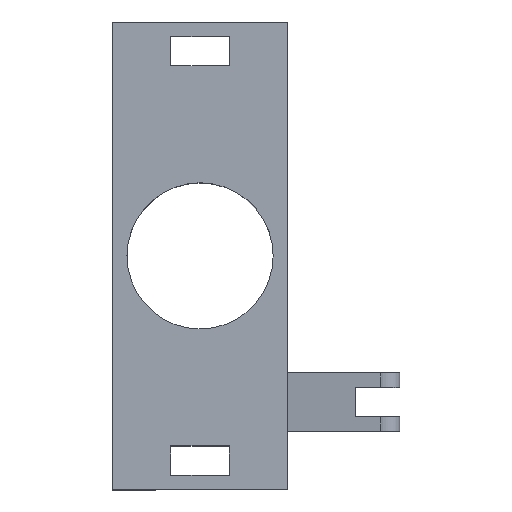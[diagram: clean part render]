
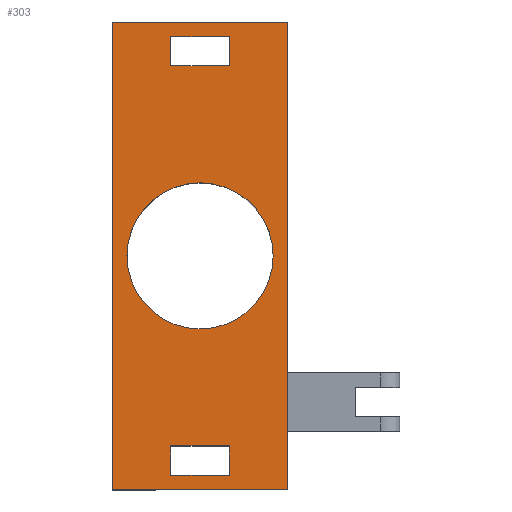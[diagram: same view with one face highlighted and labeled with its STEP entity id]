
A CAD part, top view. The second image highlights one B-rep face of the part: STEP entity #303.
In plain terms, the highlighted planar face has unit normal (0, 0, 1).
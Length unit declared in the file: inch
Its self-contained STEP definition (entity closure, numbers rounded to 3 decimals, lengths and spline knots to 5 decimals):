
#2 = VERTEX_POINT ( 'NONE', #922 ) ;
#23 = VECTOR ( 'NONE', #601, 39.37008 ) ;
#25 = CARTESIAN_POINT ( 'NONE',  ( 0., 0., 2. ) ) ;
#31 = DIRECTION ( 'NONE',  ( 1., 0., 0. ) ) ;
#35 = EDGE_CURVE ( 'NONE', #115, #1351, #1037, .T. ) ;
#38 = CIRCLE ( 'NONE', #824, 1.25 ) ;
#45 = VERTEX_POINT ( 'NONE', #704 ) ;
#59 = AXIS2_PLACEMENT_3D ( 'NONE', #25, #157, #31 ) ;
#70 = VERTEX_POINT ( 'NONE', #1148 ) ;
#76 = EDGE_CURVE ( 'NONE', #70, #168, #698, .T. ) ;
#81 = DIRECTION ( 'NONE',  ( 0., 1., 0. ) ) ;
#96 = LINE ( 'NONE', #527, #864 ) ;
#98 = EDGE_CURVE ( 'NONE', #2, #963, #621, .T. ) ;
#114 = DIRECTION ( 'NONE',  ( 1., 0., 0. ) ) ;
#115 = VERTEX_POINT ( 'NONE', #1286 ) ;
#120 = CARTESIAN_POINT ( 'NONE',  ( -0.5, -3.25, 2. ) ) ;
#131 = CARTESIAN_POINT ( 'NONE',  ( -0.5, -3.75, 2. ) ) ;
#145 = CARTESIAN_POINT ( 'NONE',  ( 0., 0., 2. ) ) ;
#148 = LINE ( 'NONE', #895, #1271 ) ;
#157 = DIRECTION ( 'NONE',  ( 0., 0., 1. ) ) ;
#168 = VERTEX_POINT ( 'NONE', #429 ) ;
#170 = ORIENTED_EDGE ( 'NONE', *, *, #739, .F. ) ;
#174 = AXIS2_PLACEMENT_3D ( 'NONE', #994, #892, #412 ) ;
#193 = VERTEX_POINT ( 'NONE', #531 ) ;
#211 = FACE_OUTER_BOUND ( 'NONE', #984, .T. ) ;
#237 = CARTESIAN_POINT ( 'NONE',  ( -0.5, -3.25, 2. ) ) ;
#241 = VECTOR ( 'NONE', #1050, 39.37008 ) ;
#274 = VERTEX_POINT ( 'NONE', #1179 ) ;
#303 = ADVANCED_FACE ( 'NONE', ( #211, #444, #863, #1113 ), #999, .T. ) ;
#320 = LINE ( 'NONE', #1067, #1065 ) ;
#322 = LINE ( 'NONE', #646, #1293 ) ;
#327 = DIRECTION ( 'NONE',  ( 0., 0., 1. ) ) ;
#328 = EDGE_CURVE ( 'NONE', #274, #45, #148, .T. ) ;
#329 = VECTOR ( 'NONE', #837, 39.37008 ) ;
#344 = VERTEX_POINT ( 'NONE', #786 ) ;
#356 = LINE ( 'NONE', #131, #604 ) ;
#367 = EDGE_CURVE ( 'NONE', #193, #829, #790, .T. ) ;
#412 = DIRECTION ( 'NONE',  ( 1., 0., 0. ) ) ;
#429 = CARTESIAN_POINT ( 'NONE',  ( 0.5, 3.75, 2. ) ) ;
#430 = LINE ( 'NONE', #946, #241 ) ;
#435 = DIRECTION ( 'NONE',  ( 1., 0., 0. ) ) ;
#441 = DIRECTION ( 'NONE',  ( 0., -1., 0. ) ) ;
#444 = FACE_BOUND ( 'NONE', #1184, .T. ) ;
#447 = ORIENTED_EDGE ( 'NONE', *, *, #1381, .F. ) ;
#496 = EDGE_CURVE ( 'NONE', #963, #193, #430, .T. ) ;
#527 = CARTESIAN_POINT ( 'NONE',  ( 1.5, -4., 2. ) ) ;
#531 = CARTESIAN_POINT ( 'NONE',  ( 0.5, -3.25, 2. ) ) ;
#541 = VECTOR ( 'NONE', #435, 39.37008 ) ;
#556 = EDGE_CURVE ( 'NONE', #1068, #274, #1373, .T. ) ;
#568 = EDGE_CURVE ( 'NONE', #927, #1232, #932, .T. ) ;
#596 = EDGE_CURVE ( 'NONE', #45, #344, #322, .T. ) ;
#597 = ORIENTED_EDGE ( 'NONE', *, *, #556, .T. ) ;
#601 = DIRECTION ( 'NONE',  ( 0., 1., 0. ) ) ;
#604 = VECTOR ( 'NONE', #982, 39.37008 ) ;
#621 = LINE ( 'NONE', #1042, #541 ) ;
#641 = CARTESIAN_POINT ( 'NONE',  ( 1.5, -4., 2. ) ) ;
#646 = CARTESIAN_POINT ( 'NONE',  ( -1.5, -4., 2. ) ) ;
#664 = ORIENTED_EDGE ( 'NONE', *, *, #596, .T. ) ;
#668 = VECTOR ( 'NONE', #896, 39.37008 ) ;
#672 = ORIENTED_EDGE ( 'NONE', *, *, #35, .F. ) ;
#687 = CARTESIAN_POINT ( 'NONE',  ( 0.5, -3.75, 2. ) ) ;
#691 = EDGE_CURVE ( 'NONE', #344, #1068, #96, .T. ) ;
#698 = LINE ( 'NONE', #1264, #23 ) ;
#702 = ORIENTED_EDGE ( 'NONE', *, *, #568, .F. ) ;
#704 = CARTESIAN_POINT ( 'NONE',  ( -1.5, 4., 2. ) ) ;
#709 = ORIENTED_EDGE ( 'NONE', *, *, #367, .F. ) ;
#734 = ORIENTED_EDGE ( 'NONE', *, *, #496, .F. ) ;
#739 = EDGE_CURVE ( 'NONE', #1232, #70, #320, .T. ) ;
#766 = EDGE_CURVE ( 'NONE', #1351, #115, #38, .T. ) ;
#777 = VECTOR ( 'NONE', #81, 39.37008 ) ;
#786 = CARTESIAN_POINT ( 'NONE',  ( -1.5, -4., 2. ) ) ;
#790 = LINE ( 'NONE', #237, #928 ) ;
#810 = DIRECTION ( 'NONE',  ( 1., 0., 0. ) ) ;
#817 = ORIENTED_EDGE ( 'NONE', *, *, #76, .F. ) ;
#824 = AXIS2_PLACEMENT_3D ( 'NONE', #145, #327, #114 ) ;
#829 = VERTEX_POINT ( 'NONE', #120 ) ;
#837 = DIRECTION ( 'NONE',  ( 0., -1., 0. ) ) ;
#839 = ORIENTED_EDGE ( 'NONE', *, *, #691, .T. ) ;
#863 = FACE_BOUND ( 'NONE', #968, .T. ) ;
#864 = VECTOR ( 'NONE', #810, 39.37008 ) ;
#888 = DIRECTION ( 'NONE',  ( -1., 0., 0. ) ) ;
#892 = DIRECTION ( 'NONE',  ( 0., 0., 1. ) ) ;
#895 = CARTESIAN_POINT ( 'NONE',  ( 1.5, 4., 2. ) ) ;
#896 = DIRECTION ( 'NONE',  ( -1., 0., 0. ) ) ;
#915 = CARTESIAN_POINT ( 'NONE',  ( -0.5, 3.75, 2. ) ) ;
#921 = CARTESIAN_POINT ( 'NONE',  ( -1.25, 0., 2. ) ) ;
#922 = CARTESIAN_POINT ( 'NONE',  ( -0.5, -3.75, 2. ) ) ;
#927 = VERTEX_POINT ( 'NONE', #915 ) ;
#928 = VECTOR ( 'NONE', #1220, 39.37008 ) ;
#932 = LINE ( 'NONE', #1368, #329 ) ;
#946 = CARTESIAN_POINT ( 'NONE',  ( 0.5, -3.75, 2. ) ) ;
#963 = VERTEX_POINT ( 'NONE', #687 ) ;
#968 = EDGE_LOOP ( 'NONE', ( #1108, #1311, #709, #734 ) ) ;
#982 = DIRECTION ( 'NONE',  ( 0., -1., 0. ) ) ;
#984 = EDGE_LOOP ( 'NONE', ( #664, #839, #597, #1059 ) ) ;
#994 = CARTESIAN_POINT ( 'NONE',  ( 0., 0., 2. ) ) ;
#999 = PLANE ( 'NONE',  #59 ) ;
#1011 = ORIENTED_EDGE ( 'NONE', *, *, #766, .F. ) ;
#1023 = CARTESIAN_POINT ( 'NONE',  ( -0.5, 3.75, 2. ) ) ;
#1037 = CIRCLE ( 'NONE', #174, 1.25 ) ;
#1042 = CARTESIAN_POINT ( 'NONE',  ( -0.5, -3.75, 2. ) ) ;
#1050 = DIRECTION ( 'NONE',  ( 0., 1., 0. ) ) ;
#1059 = ORIENTED_EDGE ( 'NONE', *, *, #328, .T. ) ;
#1065 = VECTOR ( 'NONE', #1288, 39.37008 ) ;
#1067 = CARTESIAN_POINT ( 'NONE',  ( -0.5, 3.25, 2. ) ) ;
#1068 = VERTEX_POINT ( 'NONE', #641 ) ;
#1108 = ORIENTED_EDGE ( 'NONE', *, *, #98, .F. ) ;
#1113 = FACE_BOUND ( 'NONE', #1219, .T. ) ;
#1148 = CARTESIAN_POINT ( 'NONE',  ( 0.5, 3.25, 2. ) ) ;
#1177 = EDGE_CURVE ( 'NONE', #829, #2, #356, .T. ) ;
#1179 = CARTESIAN_POINT ( 'NONE',  ( 1.5, 4., 2. ) ) ;
#1184 = EDGE_LOOP ( 'NONE', ( #1011, #672 ) ) ;
#1219 = EDGE_LOOP ( 'NONE', ( #170, #702, #447, #817 ) ) ;
#1220 = DIRECTION ( 'NONE',  ( -1., 0., 0. ) ) ;
#1232 = VERTEX_POINT ( 'NONE', #1313 ) ;
#1255 = LINE ( 'NONE', #1023, #668 ) ;
#1264 = CARTESIAN_POINT ( 'NONE',  ( 0.5, 3.75, 2. ) ) ;
#1271 = VECTOR ( 'NONE', #888, 39.37008 ) ;
#1280 = CARTESIAN_POINT ( 'NONE',  ( 1.5, -4., 2. ) ) ;
#1286 = CARTESIAN_POINT ( 'NONE',  ( 1.25, 0., 2. ) ) ;
#1288 = DIRECTION ( 'NONE',  ( 1., 0., 0. ) ) ;
#1293 = VECTOR ( 'NONE', #441, 39.37008 ) ;
#1311 = ORIENTED_EDGE ( 'NONE', *, *, #1177, .F. ) ;
#1313 = CARTESIAN_POINT ( 'NONE',  ( -0.5, 3.25, 2. ) ) ;
#1351 = VERTEX_POINT ( 'NONE', #921 ) ;
#1368 = CARTESIAN_POINT ( 'NONE',  ( -0.5, 3.75, 2. ) ) ;
#1373 = LINE ( 'NONE', #1280, #777 ) ;
#1381 = EDGE_CURVE ( 'NONE', #168, #927, #1255, .T. ) ;
